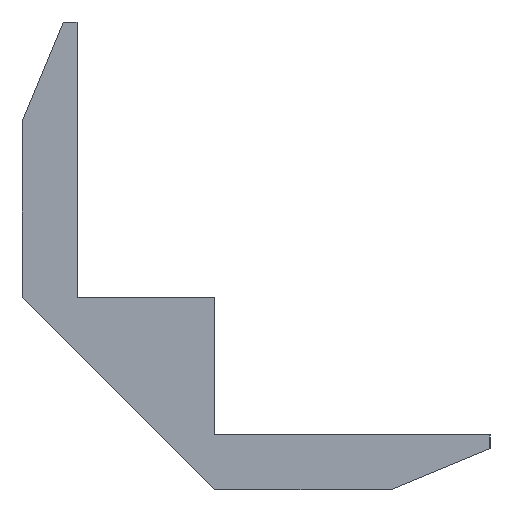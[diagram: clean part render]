
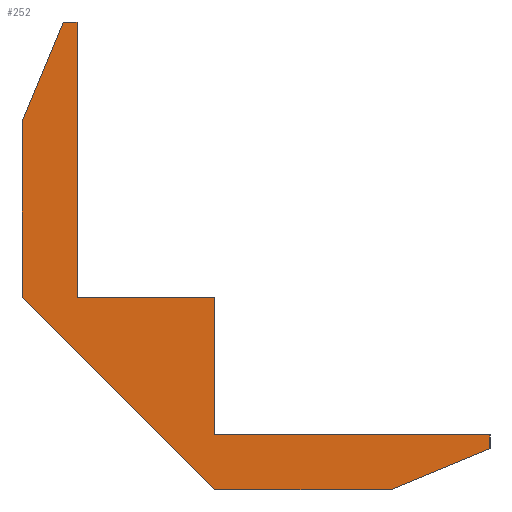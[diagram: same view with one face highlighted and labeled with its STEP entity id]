
A CAD part, left-side view. The second image highlights one B-rep face of the part: STEP entity #252.
In plain terms, the highlighted planar face has unit normal (-1, 0, 0).
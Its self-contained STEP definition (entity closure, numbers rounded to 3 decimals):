
#26=FACE_OUTER_BOUND('',#39,.T.);
#39=EDGE_LOOP('',(#206,#207,#208,#209,#210,#211,#212,#213,#214,#215,#216));
#43=LINE('',#350,#76);
#46=LINE('',#356,#79);
#49=LINE('',#362,#82);
#52=LINE('',#368,#85);
#55=LINE('',#374,#88);
#58=LINE('',#380,#91);
#61=LINE('',#386,#94);
#64=LINE('',#392,#97);
#67=LINE('',#398,#100);
#70=LINE('',#404,#103);
#73=LINE('',#408,#106);
#76=VECTOR('',#287,10.);
#79=VECTOR('',#292,10.);
#82=VECTOR('',#297,10.);
#85=VECTOR('',#302,10.);
#88=VECTOR('',#307,10.);
#91=VECTOR('',#312,10.);
#94=VECTOR('',#317,10.);
#97=VECTOR('',#322,10.);
#100=VECTOR('',#327,10.);
#103=VECTOR('',#332,10.);
#106=VECTOR('',#337,10.);
#109=VERTEX_POINT('',#347);
#110=VERTEX_POINT('',#349);
#112=VERTEX_POINT('',#355);
#114=VERTEX_POINT('',#361);
#116=VERTEX_POINT('',#367);
#118=VERTEX_POINT('',#373);
#120=VERTEX_POINT('',#379);
#122=VERTEX_POINT('',#385);
#124=VERTEX_POINT('',#391);
#126=VERTEX_POINT('',#397);
#128=VERTEX_POINT('',#403);
#131=EDGE_CURVE('',#110,#109,#43,.T.);
#134=EDGE_CURVE('',#112,#110,#46,.T.);
#137=EDGE_CURVE('',#114,#112,#49,.T.);
#140=EDGE_CURVE('',#116,#114,#52,.T.);
#143=EDGE_CURVE('',#118,#116,#55,.T.);
#146=EDGE_CURVE('',#120,#118,#58,.T.);
#149=EDGE_CURVE('',#122,#120,#61,.T.);
#152=EDGE_CURVE('',#124,#122,#64,.T.);
#155=EDGE_CURVE('',#126,#124,#67,.T.);
#158=EDGE_CURVE('',#128,#126,#70,.T.);
#161=EDGE_CURVE('',#109,#128,#73,.T.);
#206=ORIENTED_EDGE('',*,*,#161,.T.);
#207=ORIENTED_EDGE('',*,*,#158,.T.);
#208=ORIENTED_EDGE('',*,*,#155,.T.);
#209=ORIENTED_EDGE('',*,*,#152,.T.);
#210=ORIENTED_EDGE('',*,*,#149,.T.);
#211=ORIENTED_EDGE('',*,*,#146,.T.);
#212=ORIENTED_EDGE('',*,*,#143,.T.);
#213=ORIENTED_EDGE('',*,*,#140,.T.);
#214=ORIENTED_EDGE('',*,*,#137,.T.);
#215=ORIENTED_EDGE('',*,*,#134,.T.);
#216=ORIENTED_EDGE('',*,*,#131,.T.);
#239=PLANE('',#279);
#252=ADVANCED_FACE('',(#26),#239,.T.);
#279=AXIS2_PLACEMENT_3D('',#409,#338,#339);
#287=DIRECTION('',(0.,0.,1.));
#292=DIRECTION('',(0.,-0.924,0.383));
#297=DIRECTION('',(0.,-1.,0.));
#302=DIRECTION('',(0.,-0.707,-0.707));
#307=DIRECTION('',(0.,0.,-1.));
#312=DIRECTION('',(0.,0.383,-0.924));
#317=DIRECTION('',(0.,1.,0.));
#322=DIRECTION('',(0.,0.,1.));
#327=DIRECTION('',(0.,1.,0.));
#332=DIRECTION('',(0.,0.,1.));
#337=DIRECTION('',(0.,1.,0.));
#338=DIRECTION('center_axis',(-1.,0.,0.));
#339=DIRECTION('ref_axis',(0.,0.,1.));
#347=CARTESIAN_POINT('',(-121.164,286.975,-89.417));
#349=CARTESIAN_POINT('',(-121.164,286.975,-89.917));
#350=CARTESIAN_POINT('',(-121.164,286.975,-74.417));
#355=CARTESIAN_POINT('',(-121.164,290.596,-91.417));
#356=CARTESIAN_POINT('',(-121.164,289.365,-90.907));
#361=CARTESIAN_POINT('',(-121.164,296.975,-91.417));
#362=CARTESIAN_POINT('',(-121.164,286.975,-91.417));
#367=CARTESIAN_POINT('',(-121.164,303.975,-84.417));
#368=CARTESIAN_POINT('',(-121.164,302.225,-86.167));
#373=CARTESIAN_POINT('',(-121.164,303.975,-78.038));
#374=CARTESIAN_POINT('',(-121.164,303.975,-91.417));
#379=CARTESIAN_POINT('',(-121.164,302.475,-74.417));
#380=CARTESIAN_POINT('',(-121.164,303.465,-76.807));
#385=CARTESIAN_POINT('',(-121.164,301.975,-74.417));
#386=CARTESIAN_POINT('',(-121.164,303.975,-74.417));
#391=CARTESIAN_POINT('',(-121.164,301.975,-84.417));
#392=CARTESIAN_POINT('',(-121.164,301.975,-78.667));
#397=CARTESIAN_POINT('',(-121.164,296.975,-84.417));
#398=CARTESIAN_POINT('',(-121.164,297.475,-84.417));
#403=CARTESIAN_POINT('',(-121.164,296.975,-89.417));
#404=CARTESIAN_POINT('',(-121.164,296.975,-84.917));
#408=CARTESIAN_POINT('',(-121.164,291.225,-89.417));
#409=CARTESIAN_POINT('Origin',(-121.164,295.475,-82.917));
